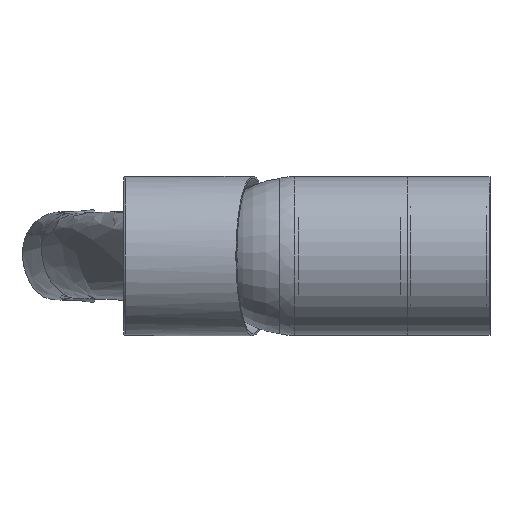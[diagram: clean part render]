
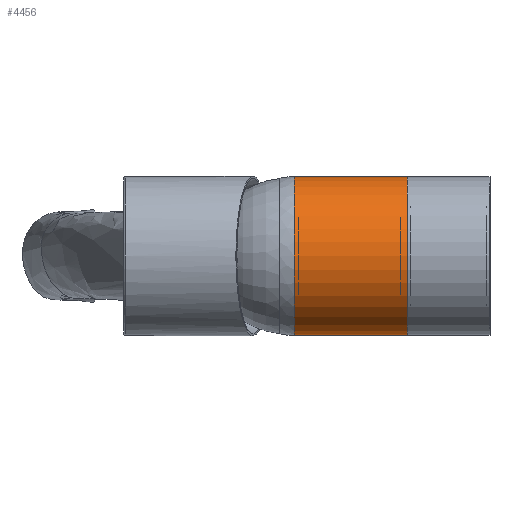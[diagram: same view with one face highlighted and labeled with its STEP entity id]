
A CAD part, left-side view. The second image highlights one B-rep face of the part: STEP entity #4456.
In plain terms, the highlighted cylindrical face has radius 24 mm (diameter 48 mm), a full revolution.
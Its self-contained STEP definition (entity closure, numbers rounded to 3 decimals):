
#1606 = CIRCLE ( 'NONE', #24897, 24. ) ;
#1755 = VERTEX_POINT ( 'NONE', #19442 ) ;
#2185 = ORIENTED_EDGE ( 'NONE', *, *, #28820, .T. ) ;
#2274 = DIRECTION ( 'NONE',  ( 0., 1., 0. ) ) ;
#3661 = AXIS2_PLACEMENT_3D ( 'NONE', #46091, #42268, #28859 ) ;
#4456 = ADVANCED_FACE ( 'NONE', ( #16999, #46350 ), #50389, .T. ) ;
#5082 = CARTESIAN_POINT ( 'NONE',  ( 0., 30.2, 0. ) ) ;
#9030 = ORIENTED_EDGE ( 'NONE', *, *, #32363, .T. ) ;
#15408 = DIRECTION ( 'NONE',  ( 0., 0., 1. ) ) ;
#16999 = FACE_OUTER_BOUND ( 'NONE', #20305, .T. ) ;
#19442 = CARTESIAN_POINT ( 'NONE',  ( 0., 64.35, -24. ) ) ;
#20305 = EDGE_LOOP ( 'NONE', ( #9030 ) ) ;
#24897 = AXIS2_PLACEMENT_3D ( 'NONE', #5082, #2274, #39792 ) ;
#26664 = AXIS2_PLACEMENT_3D ( 'NONE', #41535, #32304, #15408 ) ;
#28820 = EDGE_CURVE ( 'NONE', #45454, #45454, #1606, .T. ) ;
#28859 = DIRECTION ( 'NONE',  ( 0., 0., -1. ) ) ;
#32304 = DIRECTION ( 'NONE',  ( 0., 1., 0. ) ) ;
#32363 = EDGE_CURVE ( 'NONE', #1755, #1755, #46986, .T. ) ;
#39792 = DIRECTION ( 'NONE',  ( 0., 0., 1. ) ) ;
#41535 = CARTESIAN_POINT ( 'NONE',  ( 0., 32.2, 0. ) ) ;
#42268 = DIRECTION ( 'NONE',  ( 0., -1., 0. ) ) ;
#45454 = VERTEX_POINT ( 'NONE', #54155 ) ;
#46091 = CARTESIAN_POINT ( 'NONE',  ( 0., 64.35, 0. ) ) ;
#46350 = FACE_OUTER_BOUND ( 'NONE', #51061, .T. ) ;
#46986 = CIRCLE ( 'NONE', #3661, 24. ) ;
#50389 = CYLINDRICAL_SURFACE ( 'NONE', #26664, 24. ) ;
#51061 = EDGE_LOOP ( 'NONE', ( #2185 ) ) ;
#54155 = CARTESIAN_POINT ( 'NONE',  ( 0., 30.2, 24. ) ) ;
